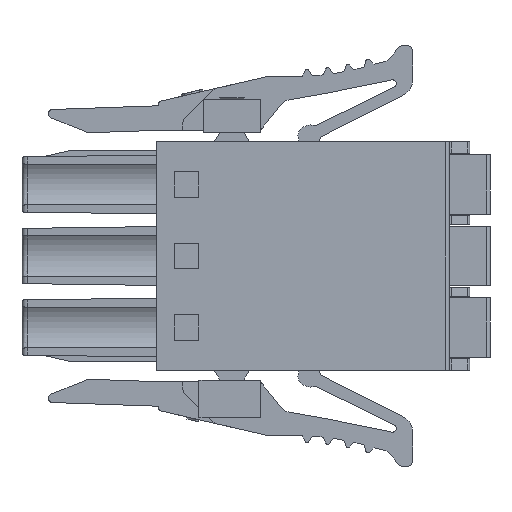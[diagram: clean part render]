
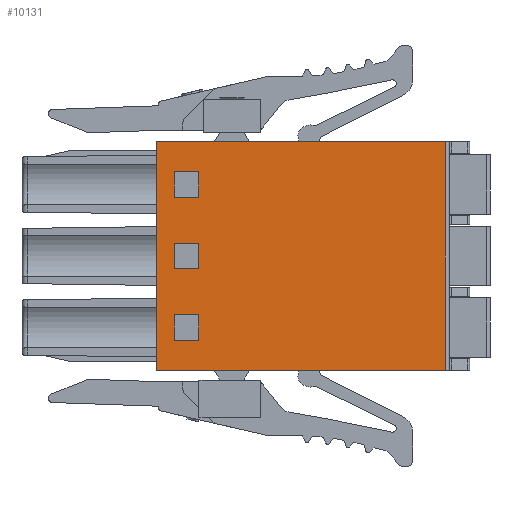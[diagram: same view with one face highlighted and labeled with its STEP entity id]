
A CAD part, front view. The second image highlights one B-rep face of the part: STEP entity #10131.
In plain terms, the highlighted planar face has unit normal (0, -1, 0).
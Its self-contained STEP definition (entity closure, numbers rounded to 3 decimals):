
#619=DIRECTION('',(0.,0.,1.));
#620=VECTOR('',#619,11.2);
#621=CARTESIAN_POINT('',(19.956,16.588,8.575));
#622=LINE('',#621,#620);
#631=DIRECTION('',(0.,0.,1.));
#632=VECTOR('',#631,1.25);
#633=CARTESIAN_POINT('',(20.806,16.588,13.55));
#634=LINE('',#633,#632);
#643=DIRECTION('',(1.,0.,0.));
#644=VECTOR('',#643,1.2);
#645=CARTESIAN_POINT('',(20.806,16.588,14.8));
#646=LINE('',#645,#644);
#655=DIRECTION('',(0.,0.,-1.));
#656=VECTOR('',#655,1.25);
#657=CARTESIAN_POINT('',(22.006,16.588,14.8));
#658=LINE('',#657,#656);
#667=DIRECTION('',(-1.,0.,0.));
#668=VECTOR('',#667,1.2);
#669=CARTESIAN_POINT('',(22.006,16.588,13.55));
#670=LINE('',#669,#668);
#679=DIRECTION('',(0.,0.,1.));
#680=VECTOR('',#679,1.25);
#681=CARTESIAN_POINT('',(20.806,16.588,17.05));
#682=LINE('',#681,#680);
#691=DIRECTION('',(1.,0.,0.));
#692=VECTOR('',#691,1.2);
#693=CARTESIAN_POINT('',(20.806,16.588,18.3));
#694=LINE('',#693,#692);
#703=DIRECTION('',(0.,0.,-1.));
#704=VECTOR('',#703,1.25);
#705=CARTESIAN_POINT('',(22.006,16.588,18.3));
#706=LINE('',#705,#704);
#715=DIRECTION('',(-1.,0.,0.));
#716=VECTOR('',#715,1.2);
#717=CARTESIAN_POINT('',(22.006,16.588,17.05));
#718=LINE('',#717,#716);
#727=DIRECTION('',(0.,0.,1.));
#728=VECTOR('',#727,1.25);
#729=CARTESIAN_POINT('',(20.806,16.588,10.05));
#730=LINE('',#729,#728);
#739=DIRECTION('',(1.,0.,0.));
#740=VECTOR('',#739,1.2);
#741=CARTESIAN_POINT('',(20.806,16.588,11.3));
#742=LINE('',#741,#740);
#751=DIRECTION('',(0.,0.,-1.));
#752=VECTOR('',#751,1.25);
#753=CARTESIAN_POINT('',(22.006,16.588,11.3));
#754=LINE('',#753,#752);
#763=DIRECTION('',(-1.,0.,0.));
#764=VECTOR('',#763,1.2);
#765=CARTESIAN_POINT('',(22.006,16.588,10.05));
#766=LINE('',#765,#764);
#767=DIRECTION('',(0.,0.,1.));
#768=VECTOR('',#767,11.2);
#769=CARTESIAN_POINT('',(34.056,16.588,8.575));
#770=LINE('',#769,#768);
#841=DIRECTION('',(-1.,0.,0.));
#842=VECTOR('',#841,14.1);
#843=CARTESIAN_POINT('',(34.056,16.588,19.775));
#844=LINE('',#843,#842);
#3453=DIRECTION('',(1.,0.,0.));
#3454=VECTOR('',#3453,14.1);
#3455=CARTESIAN_POINT('',(19.956,16.588,8.575));
#3456=LINE('',#3455,#3454);
#7683=CARTESIAN_POINT('',(19.956,16.588,8.575));
#7684=CARTESIAN_POINT('',(19.956,16.588,19.775));
#7685=VERTEX_POINT('',#7683);
#7686=VERTEX_POINT('',#7684);
#7695=CARTESIAN_POINT('',(34.056,16.588,8.575));
#7696=VERTEX_POINT('',#7695);
#7697=CARTESIAN_POINT('',(34.056,16.588,19.775));
#7698=VERTEX_POINT('',#7697);
#7699=CARTESIAN_POINT('',(20.806,16.588,13.55));
#7700=CARTESIAN_POINT('',(20.806,16.588,14.8));
#7701=VERTEX_POINT('',#7699);
#7702=VERTEX_POINT('',#7700);
#7703=CARTESIAN_POINT('',(22.006,16.588,13.55));
#7704=VERTEX_POINT('',#7703);
#7705=CARTESIAN_POINT('',(22.006,16.588,14.8));
#7706=VERTEX_POINT('',#7705);
#7707=CARTESIAN_POINT('',(20.806,16.588,17.05));
#7708=CARTESIAN_POINT('',(20.806,16.588,18.3));
#7709=VERTEX_POINT('',#7707);
#7710=VERTEX_POINT('',#7708);
#7711=CARTESIAN_POINT('',(22.006,16.588,17.05));
#7712=VERTEX_POINT('',#7711);
#7713=CARTESIAN_POINT('',(22.006,16.588,18.3));
#7714=VERTEX_POINT('',#7713);
#7715=CARTESIAN_POINT('',(20.806,16.588,10.05));
#7716=CARTESIAN_POINT('',(20.806,16.588,11.3));
#7717=VERTEX_POINT('',#7715);
#7718=VERTEX_POINT('',#7716);
#7719=CARTESIAN_POINT('',(22.006,16.588,10.05));
#7720=VERTEX_POINT('',#7719);
#7721=CARTESIAN_POINT('',(22.006,16.588,11.3));
#7722=VERTEX_POINT('',#7721);
#10087=CARTESIAN_POINT('',(34.056,16.588,21.667));
#10088=DIRECTION('',(0.,1.,0.));
#10089=DIRECTION('',(-1.,0.,0.));
#10090=AXIS2_PLACEMENT_3D('',#10087,#10088,#10089);
#10091=PLANE('',#10090);
#10093=ORIENTED_EDGE('',*,*,#10092,.F.);
#10095=ORIENTED_EDGE('',*,*,#10094,.F.);
#10096=ORIENTED_EDGE('',*,*,#10069,.T.);
#10098=ORIENTED_EDGE('',*,*,#10097,.F.);
#10099=EDGE_LOOP('',(#10093,#10095,#10096,#10098));
#10100=FACE_OUTER_BOUND('',#10099,.F.);
#10102=ORIENTED_EDGE('',*,*,#10101,.F.);
#10104=ORIENTED_EDGE('',*,*,#10103,.F.);
#10106=ORIENTED_EDGE('',*,*,#10105,.F.);
#10108=ORIENTED_EDGE('',*,*,#10107,.F.);
#10109=EDGE_LOOP('',(#10102,#10104,#10106,#10108));
#10110=FACE_BOUND('',#10109,.F.);
#10112=ORIENTED_EDGE('',*,*,#10111,.F.);
#10114=ORIENTED_EDGE('',*,*,#10113,.F.);
#10116=ORIENTED_EDGE('',*,*,#10115,.F.);
#10118=ORIENTED_EDGE('',*,*,#10117,.F.);
#10119=EDGE_LOOP('',(#10112,#10114,#10116,#10118));
#10120=FACE_BOUND('',#10119,.F.);
#10122=ORIENTED_EDGE('',*,*,#10121,.F.);
#10124=ORIENTED_EDGE('',*,*,#10123,.F.);
#10126=ORIENTED_EDGE('',*,*,#10125,.F.);
#10128=ORIENTED_EDGE('',*,*,#10127,.F.);
#10129=EDGE_LOOP('',(#10122,#10124,#10126,#10128));
#10130=FACE_BOUND('',#10129,.F.);
#10069=EDGE_CURVE('',#7685,#7686,#622,.T.);
#10092=EDGE_CURVE('',#7696,#7698,#770,.T.);
#10094=EDGE_CURVE('',#7685,#7696,#3456,.T.);
#10097=EDGE_CURVE('',#7698,#7686,#844,.T.);
#10101=EDGE_CURVE('',#7709,#7710,#682,.T.);
#10103=EDGE_CURVE('',#7712,#7709,#718,.T.);
#10105=EDGE_CURVE('',#7714,#7712,#706,.T.);
#10107=EDGE_CURVE('',#7710,#7714,#694,.T.);
#10111=EDGE_CURVE('',#7717,#7718,#730,.T.);
#10113=EDGE_CURVE('',#7720,#7717,#766,.T.);
#10115=EDGE_CURVE('',#7722,#7720,#754,.T.);
#10117=EDGE_CURVE('',#7718,#7722,#742,.T.);
#10121=EDGE_CURVE('',#7701,#7702,#634,.T.);
#10123=EDGE_CURVE('',#7704,#7701,#670,.T.);
#10125=EDGE_CURVE('',#7706,#7704,#658,.T.);
#10127=EDGE_CURVE('',#7702,#7706,#646,.T.);
#10131=ADVANCED_FACE('',(#10100,#10110,#10120,#10130),#10091,.F.);
